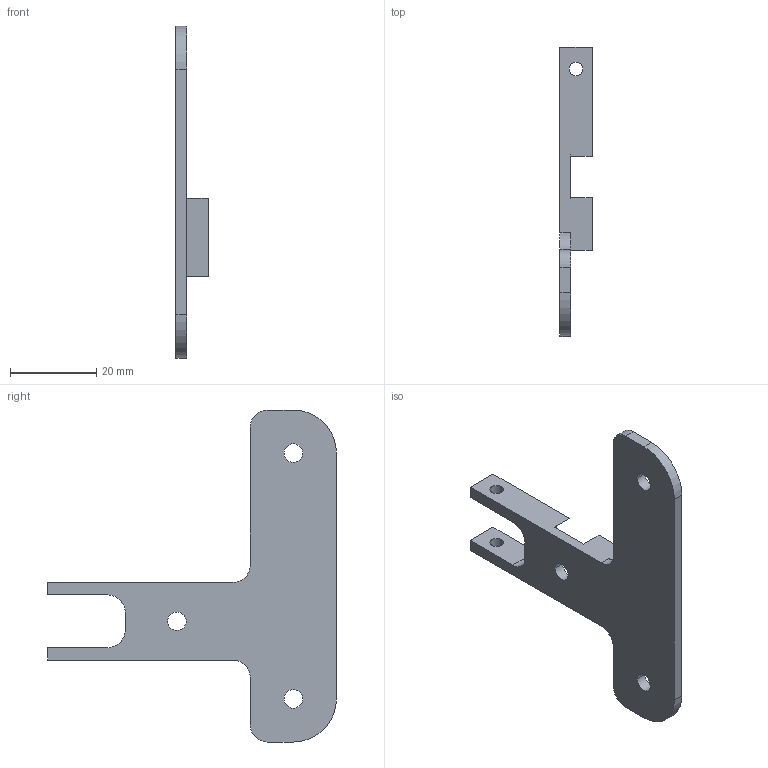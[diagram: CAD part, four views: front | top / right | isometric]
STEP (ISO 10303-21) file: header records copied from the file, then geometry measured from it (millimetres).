
FILE_DESCRIPTION(('CATIA V5 STEP Exchange'),'2;1');
FILE_NAME('Symmetry of ST_08023.stp','2021-03-08T08:44:42+00:00',('none'),('none'),'CATIA Version 5 Release 19 SP 2 (IN-10)','CATIA V5 STEP AP203','none');
FILE_SCHEMA(('CONFIG_CONTROL_DESIGN'));
Length unit declared in the file: millimetre
Products named in the file (1): Symmetry of ST_08023
Bounding box: 7.5 x 67 x 77 mm (x, y, z)
Volume: 6780.1 mm3; surface area: 6001.1 mm2
Topology: 1 solids, 1 shells, 40 faces, 120 edges, 82 vertices
Faces by surface type: cylinder 22, plane 18
Entity records: 1324 total; most frequent: ORIENTED_EDGE 240, CARTESIAN_POINT 229, DIRECTION 172, EDGE_CURVE 120, VERTEX_POINT 82, VECTOR 76, LINE 76, AXIS2_PLACEMENT_3D 71
